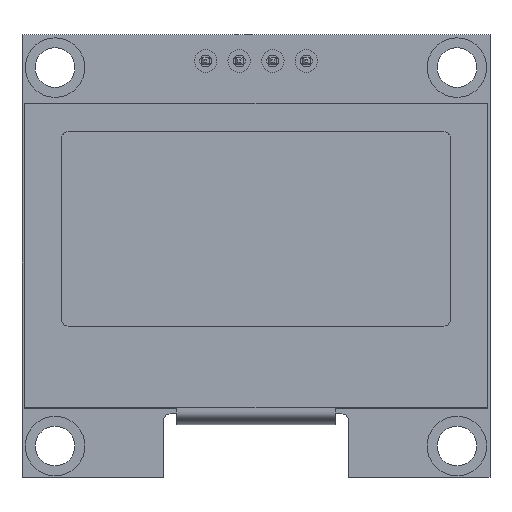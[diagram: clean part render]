
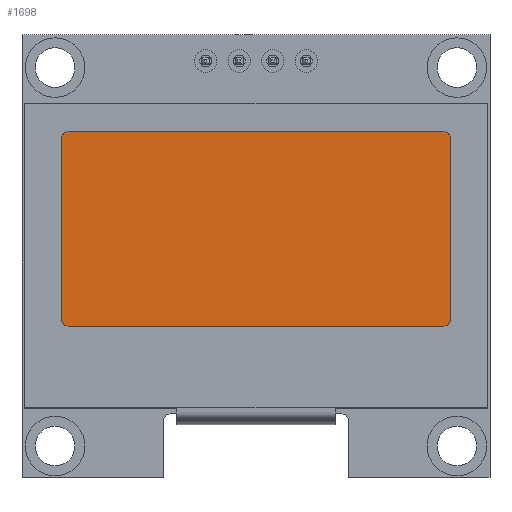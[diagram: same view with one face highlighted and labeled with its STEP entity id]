
A CAD part, top view. The second image highlights one B-rep face of the part: STEP entity #1698.
In plain terms, the highlighted planar face has unit normal (0, 0, 1).
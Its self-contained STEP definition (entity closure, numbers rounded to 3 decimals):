
#1488=CARTESIAN_POINT('',(14.21,-5.35,2.101));
#1489=VERTEX_POINT('',#1488);
#1496=CARTESIAN_POINT('',(14.71,-5.85,2.101));
#1497=VERTEX_POINT('',#1496);
#1498=CARTESIAN_POINT('',(14.21,-5.85,2.101));
#1499=DIRECTION('',(0.0,0.0,1.0));
#1500=DIRECTION('',(-1.0,0.0,0.0));
#1501=AXIS2_PLACEMENT_3D('',#1498,#1499,#1500);
#1502=CIRCLE('',#1501,0.5);
#1503=EDGE_CURVE('n� 1639',#1497,#1489,#1502,.T.);
#1520=CARTESIAN_POINT('',(-14.21,-5.35,2.101));
#1521=VERTEX_POINT('',#1520);
#1528=CARTESIAN_POINT('',(-14.21,-5.35,2.101));
#1529=DIRECTION('',(-1.0,0.0,0.0));
#1530=VECTOR('',#1529,1.0);
#1531=LINE('',#1528,#1530);
#1532=EDGE_CURVE('n� 1642',#1489,#1521,#1531,.T.);
#1544=CARTESIAN_POINT('',(-14.71,-5.85,2.101));
#1545=VERTEX_POINT('',#1544);
#1552=CARTESIAN_POINT('',(-14.21,-5.85,2.101));
#1553=DIRECTION('',(0.0,0.0,1.0));
#1554=DIRECTION('',(-1.0,0.0,0.0));
#1555=AXIS2_PLACEMENT_3D('',#1552,#1553,#1554);
#1556=CIRCLE('',#1555,0.5);
#1557=EDGE_CURVE('n� 1645',#1521,#1545,#1556,.T.);
#1569=CARTESIAN_POINT('',(-14.71,-19.55,2.101));
#1570=VERTEX_POINT('',#1569);
#1577=CARTESIAN_POINT('',(-14.71,-19.55,2.101));
#1578=DIRECTION('',(0.0,-1.0,0.0));
#1579=VECTOR('',#1578,1.0);
#1580=LINE('',#1577,#1579);
#1581=EDGE_CURVE('n� 1648',#1545,#1570,#1580,.T.);
#1593=CARTESIAN_POINT('',(-14.21,-20.05,2.101));
#1594=VERTEX_POINT('',#1593);
#1601=CARTESIAN_POINT('',(-14.21,-19.55,2.101));
#1602=DIRECTION('',(0.0,0.0,1.0));
#1603=DIRECTION('',(-1.0,0.0,0.0));
#1604=AXIS2_PLACEMENT_3D('',#1601,#1602,#1603);
#1605=CIRCLE('',#1604,0.5);
#1606=EDGE_CURVE('n� 1651',#1570,#1594,#1605,.T.);
#1618=CARTESIAN_POINT('',(14.21,-20.05,2.101));
#1619=VERTEX_POINT('',#1618);
#1626=CARTESIAN_POINT('',(-14.21,-20.05,2.101));
#1627=DIRECTION('',(1.0,0.0,0.0));
#1628=VECTOR('',#1627,1.0);
#1629=LINE('',#1626,#1628);
#1630=EDGE_CURVE('n� 1654',#1594,#1619,#1629,.T.);
#1642=CARTESIAN_POINT('',(14.71,-19.55,2.101));
#1643=VERTEX_POINT('',#1642);
#1650=CARTESIAN_POINT('',(14.21,-19.55,2.101));
#1651=DIRECTION('',(0.0,0.0,1.0));
#1652=DIRECTION('',(1.0,0.0,-0.0));
#1653=AXIS2_PLACEMENT_3D('',#1650,#1651,#1652);
#1654=CIRCLE('',#1653,0.5);
#1655=EDGE_CURVE('n� 1657',#1619,#1643,#1654,.T.);
#1668=CARTESIAN_POINT('',(14.71,-19.55,2.101));
#1669=DIRECTION('',(0.0,1.0,0.0));
#1670=VECTOR('',#1669,1.0);
#1671=LINE('',#1668,#1670);
#1672=EDGE_CURVE('n� 1660',#1643,#1497,#1671,.T.);
#1683=ORIENTED_EDGE('',*,*,#1503,.T.);
#1684=ORIENTED_EDGE('',*,*,#1532,.T.);
#1685=ORIENTED_EDGE('',*,*,#1557,.T.);
#1686=ORIENTED_EDGE('',*,*,#1581,.T.);
#1687=ORIENTED_EDGE('',*,*,#1606,.T.);
#1688=ORIENTED_EDGE('',*,*,#1630,.T.);
#1689=ORIENTED_EDGE('',*,*,#1655,.T.);
#1690=ORIENTED_EDGE('',*,*,#1672,.T.);
#1691=EDGE_LOOP('',(#1683,#1684,#1685,#1686,#1687,#1688,#1689,#1690));
#1692=FACE_OUTER_BOUND('',#1691,.T.);
#1693=CARTESIAN_POINT('',(14.21,-5.85,2.101));
#1694=DIRECTION('',(-0.0,-0.0,-1.0));
#1695=DIRECTION('',(-1.0,0.0,0.0));
#1696=AXIS2_PLACEMENT_3D('',#1693,#1694,#1695);
#1697=PLANE('',#1696);
#1698=ADVANCED_FACE('n� 1711',(#1692),#1697,.F.);
